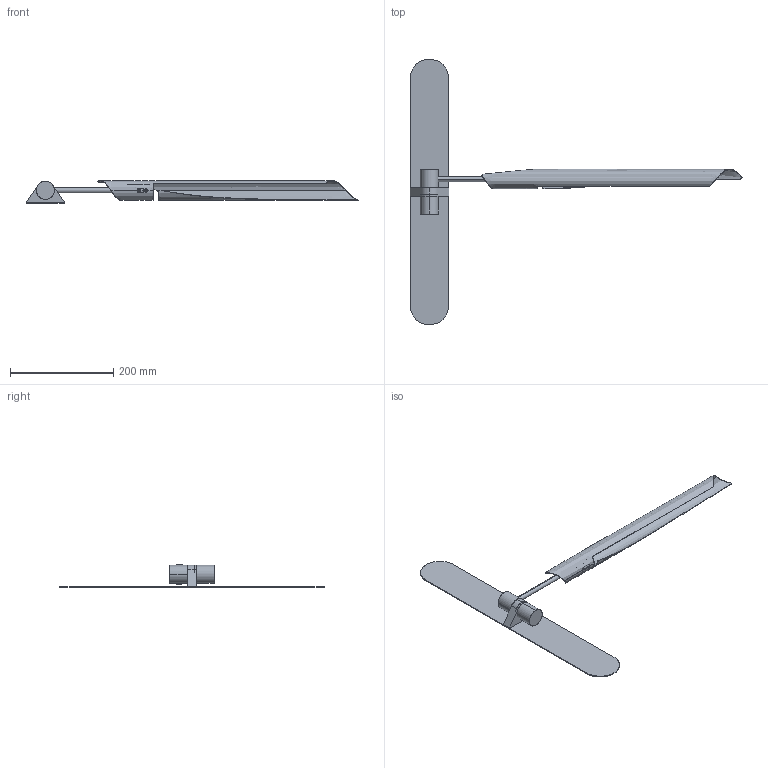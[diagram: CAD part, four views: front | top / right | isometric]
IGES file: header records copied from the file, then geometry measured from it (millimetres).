
Start section: SolidWorks IGES file using analytic representation for surfaces
Global section: file name: BODS1 - Boden - Sconce 01.IGS; native system: SolidWorks 2021; preprocessor: SolidWorks 2021; author: dum; date: 220509.175139; units: inch
Bounding box: 641.99 x 513.15 x 44.44 mm (x, y, z)
Surface area: 197694.1 mm2 (no closed solid volume)
Topology: 0 solids, 0 shells, 314 faces, 4219 edges, 4219 vertices
Faces by surface type: revolution 162, bspline 152
